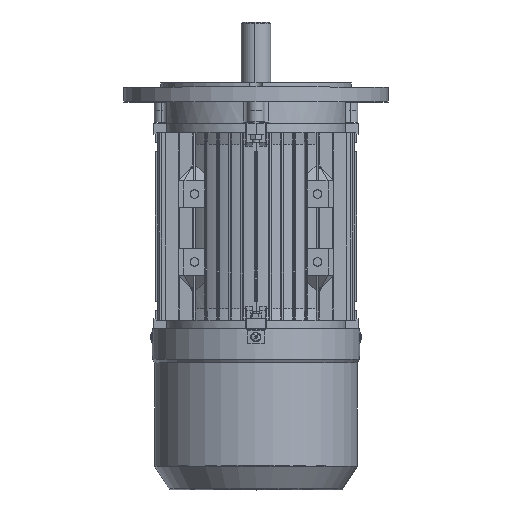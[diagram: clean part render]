
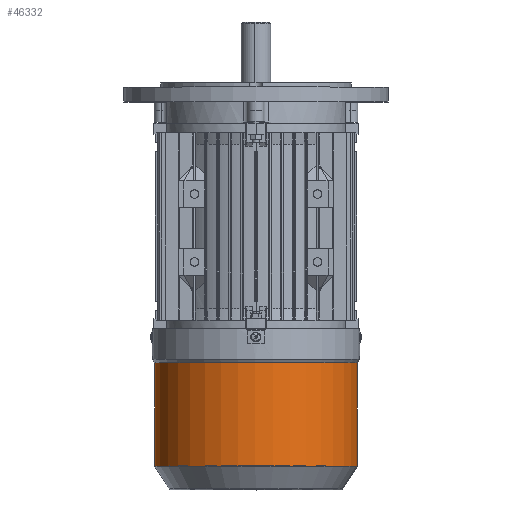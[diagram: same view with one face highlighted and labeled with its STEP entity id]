
A CAD part, top view. The second image highlights one B-rep face of the part: STEP entity #46332.
In plain terms, the highlighted cylindrical face has radius 95.75 mm (diameter 191.5 mm), a partial arc.
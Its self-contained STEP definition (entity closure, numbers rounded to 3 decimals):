
#46332 = ADVANCED_FACE ( 'NONE', ( #62058 ), #62057, .T. ) ;
#46336 = EDGE_LOOP ( 'NONE', ( #46342, #46358, #46366, #46376 ) ) ;
#46342 = ORIENTED_EDGE ( 'NONE', *, *, #46347, .T. ) ;
#46347 = EDGE_CURVE ( 'NONE', #46351, #46353, #62027, .T. ) ;
#46351 = VERTEX_POINT ( 'NONE', #62114 ) ;
#46353 = VERTEX_POINT ( 'NONE', #62110 ) ;
#46358 = ORIENTED_EDGE ( 'NONE', *, *, #46361, .T. ) ;
#46361 = EDGE_CURVE ( 'NONE', #46353, #46475, #62085, .T. ) ;
#46366 = ORIENTED_EDGE ( 'NONE', *, *, #46468, .F. ) ;
#46376 = ORIENTED_EDGE ( 'NONE', *, *, #46380, .F. ) ;
#46380 = EDGE_CURVE ( 'NONE', #46351, #46460, #62162, .T. ) ;
#46460 = VERTEX_POINT ( 'NONE', #62400 ) ;
#46468 = EDGE_CURVE ( 'NONE', #46460, #46475, #62505, .T. ) ;
#46475 = VERTEX_POINT ( 'NONE', #62476 ) ;
#62023 = DIRECTION ( 'NONE',  ( 1., 0., 0. ) ) ;
#62025 = CARTESIAN_POINT ( 'NONE',  ( -117.92, 0., 0. ) ) ;
#62026 = AXIS2_PLACEMENT_3D ( 'NONE', #62025, #62023, #62130 ) ;
#62027 = CIRCLE ( 'NONE', #62026, 95.75 ) ;
#62047 = DIRECTION ( 'NONE',  ( 0., 0., -1. ) ) ;
#62048 = DIRECTION ( 'NONE',  ( 1., 0., 0. ) ) ;
#62049 = AXIS2_PLACEMENT_3D ( 'NONE', #62064, #62048, #62047 ) ;
#62057 = CYLINDRICAL_SURFACE ( 'NONE', #62049, 95.75 ) ;
#62058 = FACE_OUTER_BOUND ( 'NONE', #46336, .T. ) ;
#62064 = CARTESIAN_POINT ( 'NONE',  ( 0., 0., 0. ) ) ;
#62081 = DIRECTION ( 'NONE',  ( 1., 0., 0. ) ) ;
#62082 = VECTOR ( 'NONE', #62081, 1000. ) ;
#62084 = CARTESIAN_POINT ( 'NONE',  ( 0., 0., 95.75 ) ) ;
#62085 = LINE ( 'NONE', #62084, #62082 ) ;
#62110 = CARTESIAN_POINT ( 'NONE',  ( -117.92, 0., 95.75 ) ) ;
#62114 = CARTESIAN_POINT ( 'NONE',  ( -117.92, 0., -95.75 ) ) ;
#62130 = DIRECTION ( 'NONE',  ( 0., 0., -1. ) ) ;
#62159 = DIRECTION ( 'NONE',  ( 1., 0., 0. ) ) ;
#62160 = VECTOR ( 'NONE', #62159, 1000. ) ;
#62161 = CARTESIAN_POINT ( 'NONE',  ( 0., 0., -95.75 ) ) ;
#62162 = LINE ( 'NONE', #62161, #62160 ) ;
#62400 = CARTESIAN_POINT ( 'NONE',  ( -20.246, 0., -95.75 ) ) ;
#62476 = CARTESIAN_POINT ( 'NONE',  ( -20.246, 0., 95.75 ) ) ;
#62498 = DIRECTION ( 'NONE',  ( 0., 0., -1. ) ) ;
#62500 = DIRECTION ( 'NONE',  ( 1., 0., 0. ) ) ;
#62501 = CARTESIAN_POINT ( 'NONE',  ( -20.246, 0., 0. ) ) ;
#62503 = AXIS2_PLACEMENT_3D ( 'NONE', #62501, #62500, #62498 ) ;
#62505 = CIRCLE ( 'NONE', #62503, 95.75 ) ;
